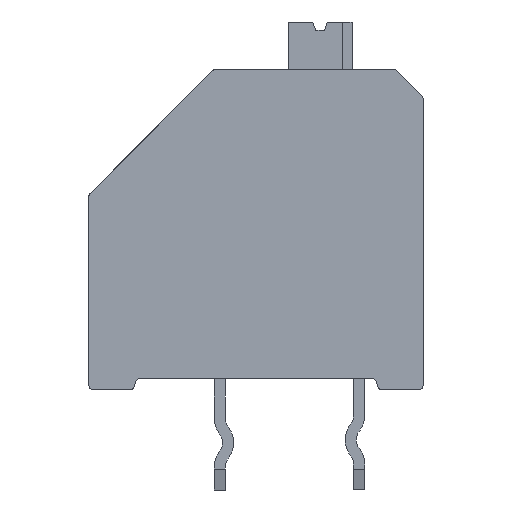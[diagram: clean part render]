
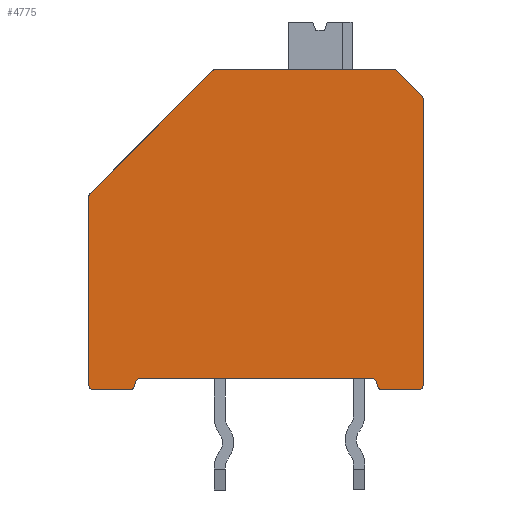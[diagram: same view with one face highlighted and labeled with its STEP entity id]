
A CAD part, front view. The second image highlights one B-rep face of the part: STEP entity #4775.
In plain terms, the highlighted planar face has unit normal (0, -1, 0).
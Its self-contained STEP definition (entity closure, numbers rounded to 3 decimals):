
#199=CIRCLE('',#5109,0.17);
#200=CIRCLE('',#5112,0.17);
#201=CIRCLE('',#5114,0.17);
#202=CIRCLE('',#5116,0.17);
#203=CIRCLE('',#5119,0.17);
#204=CIRCLE('',#5124,0.17);
#205=CIRCLE('',#5128,0.17);
#206=CIRCLE('',#5130,0.17);
#207=CIRCLE('',#5132,0.17);
#208=CIRCLE('',#5137,0.17);
#1183=ORIENTED_EDGE('',*,*,#1710,.F.);
#1184=ORIENTED_EDGE('',*,*,#1718,.T.);
#1185=ORIENTED_EDGE('',*,*,#1728,.T.);
#1186=ORIENTED_EDGE('',*,*,#1722,.F.);
#1187=ORIENTED_EDGE('',*,*,#1748,.T.);
#1188=ORIENTED_EDGE('',*,*,#1744,.F.);
#1189=ORIENTED_EDGE('',*,*,#1746,.T.);
#1190=ORIENTED_EDGE('',*,*,#1720,.T.);
#1191=ORIENTED_EDGE('',*,*,#1716,.F.);
#1192=ORIENTED_EDGE('',*,*,#1734,.T.);
#1193=ORIENTED_EDGE('',*,*,#1739,.T.);
#1194=ORIENTED_EDGE('',*,*,#1713,.T.);
#1195=ORIENTED_EDGE('',*,*,#1725,.F.);
#1196=ORIENTED_EDGE('',*,*,#1741,.T.);
#1197=ORIENTED_EDGE('',*,*,#1751,.T.);
#1198=ORIENTED_EDGE('',*,*,#1756,.T.);
#1199=ORIENTED_EDGE('',*,*,#1736,.F.);
#1200=ORIENTED_EDGE('',*,*,#1742,.T.);
#1201=ORIENTED_EDGE('',*,*,#1732,.T.);
#1202=ORIENTED_EDGE('',*,*,#1727,.T.);
#1710=EDGE_CURVE('',#2072,#2071,#2388,.T.);
#1713=EDGE_CURVE('',#2073,#2074,#199,.T.);
#1716=EDGE_CURVE('',#2076,#2075,#2393,.T.);
#1718=EDGE_CURVE('',#2072,#2077,#200,.T.);
#1720=EDGE_CURVE('',#2078,#2075,#201,.T.);
#1722=EDGE_CURVE('',#2079,#2080,#202,.T.);
#1725=EDGE_CURVE('',#2081,#2074,#2399,.T.);
#1727=EDGE_CURVE('',#2082,#2071,#203,.T.);
#1728=EDGE_CURVE('',#2077,#2080,#2401,.T.);
#1732=EDGE_CURVE('',#2083,#2082,#2405,.T.);
#1734=EDGE_CURVE('',#2076,#2084,#204,.T.);
#1736=EDGE_CURVE('',#2085,#2086,#2408,.T.);
#1739=EDGE_CURVE('',#2084,#2073,#2411,.T.);
#1741=EDGE_CURVE('',#2081,#2088,#205,.T.);
#1742=EDGE_CURVE('',#2085,#2083,#206,.T.);
#1744=EDGE_CURVE('',#2089,#2090,#207,.T.);
#1746=EDGE_CURVE('',#2089,#2078,#2415,.T.);
#1748=EDGE_CURVE('',#2079,#2090,#2417,.T.);
#1751=EDGE_CURVE('',#2088,#2092,#2420,.T.);
#1756=EDGE_CURVE('',#2092,#2086,#208,.T.);
#2071=VERTEX_POINT('',#7143);
#2072=VERTEX_POINT('',#7145);
#2073=VERTEX_POINT('',#7149);
#2074=VERTEX_POINT('',#7151);
#2075=VERTEX_POINT('',#7155);
#2076=VERTEX_POINT('',#7157);
#2077=VERTEX_POINT('',#7161);
#2078=VERTEX_POINT('',#7165);
#2079=VERTEX_POINT('',#7169);
#2080=VERTEX_POINT('',#7171);
#2081=VERTEX_POINT('',#7175);
#2082=VERTEX_POINT('',#7179);
#2083=VERTEX_POINT('',#7188);
#2084=VERTEX_POINT('',#7192);
#2085=VERTEX_POINT('',#7196);
#2086=VERTEX_POINT('',#7198);
#2088=VERTEX_POINT('',#7206);
#2089=VERTEX_POINT('',#7212);
#2090=VERTEX_POINT('',#7214);
#2092=VERTEX_POINT('',#7225);
#2388=LINE('',#7146,#2722);
#2393=LINE('',#7158,#2727);
#2399=LINE('',#7176,#2733);
#2401=LINE('',#7182,#2735);
#2405=LINE('',#7189,#2739);
#2408=LINE('',#7197,#2742);
#2411=LINE('',#7203,#2745);
#2415=LINE('',#7217,#2749);
#2417=LINE('',#7220,#2751);
#2420=LINE('',#7226,#2754);
#2722=VECTOR('',#6056,1000.);
#2727=VECTOR('',#6067,1000.);
#2733=VECTOR('',#6087,1000.);
#2735=VECTOR('',#6095,1000.);
#2739=VECTOR('',#6103,1000.);
#2742=VECTOR('',#6112,1000.);
#2745=VECTOR('',#6117,1000.);
#2749=VECTOR('',#6135,1000.);
#2751=VECTOR('',#6139,1000.);
#2754=VECTOR('',#6144,1000.);
#2954=EDGE_LOOP('',(#1183,#1184,#1185,#1186,#1187,#1188,#1189,#1190,#1191,
#1192,#1193,#1194,#1195,#1196,#1197,#1198,#1199,#1200,#1201,#1202));
#3156=FACE_BOUND('',#2954,.T.);
#3273=PLANE('',#5136);
#4775=ADVANCED_FACE('',(#3156),#3273,.T.);
#5109=AXIS2_PLACEMENT_3D('',#7152,#6061,#6062);
#5112=AXIS2_PLACEMENT_3D('',#7162,#6071,#6072);
#5114=AXIS2_PLACEMENT_3D('',#7166,#6076,#6077);
#5116=AXIS2_PLACEMENT_3D('',#7170,#6081,#6082);
#5119=AXIS2_PLACEMENT_3D('',#7180,#6091,#6092);
#5124=AXIS2_PLACEMENT_3D('',#7193,#6107,#6108);
#5128=AXIS2_PLACEMENT_3D('',#7207,#6121,#6122);
#5130=AXIS2_PLACEMENT_3D('',#7209,#6125,#6126);
#5132=AXIS2_PLACEMENT_3D('',#7213,#6130,#6131);
#5136=AXIS2_PLACEMENT_3D('',#7233,#6149,#6150);
#5137=AXIS2_PLACEMENT_3D('',#7234,#6151,#6152);
#6056=DIRECTION('',(-1.,0.,0.));
#6061=DIRECTION('',(0.,-1.,0.));
#6062=DIRECTION('',(0.,0.,-1.));
#6067=DIRECTION('',(-1.,0.,0.));
#6071=DIRECTION('',(0.,-1.,0.));
#6072=DIRECTION('',(0.,0.,-1.));
#6076=DIRECTION('',(0.,-1.,0.));
#6077=DIRECTION('',(0.,0.,-1.));
#6081=DIRECTION('',(0.,-1.,0.));
#6082=DIRECTION('',(0.,0.,-1.));
#6087=DIRECTION('',(0.707,0.,-0.707));
#6091=DIRECTION('',(0.,-1.,0.));
#6092=DIRECTION('',(0.,0.,-1.));
#6095=DIRECTION('',(0.259,0.,0.966));
#6103=DIRECTION('',(0.,0.,-1.));
#6107=DIRECTION('',(0.,-1.,0.));
#6108=DIRECTION('',(0.,0.,-1.));
#6112=DIRECTION('',(0.707,0.,0.707));
#6117=DIRECTION('',(0.,0.,1.));
#6121=DIRECTION('',(0.,-1.,0.));
#6122=DIRECTION('',(0.,0.,-1.));
#6125=DIRECTION('',(0.,-1.,0.));
#6126=DIRECTION('',(0.,0.,-1.));
#6130=DIRECTION('',(0.,-1.,0.));
#6131=DIRECTION('',(0.,0.,-1.));
#6135=DIRECTION('',(0.259,0.,-0.966));
#6139=DIRECTION('',(1.,0.,0.));
#6144=DIRECTION('',(-1.,0.,0.));
#6149=DIRECTION('',(0.,-1.,0.));
#6150=DIRECTION('',(0.,0.,-1.));
#6151=DIRECTION('',(0.,-1.,0.));
#6152=DIRECTION('',(0.,0.,-1.));
#7143=CARTESIAN_POINT('',(0.17,-5.31,-0.17));
#7145=CARTESIAN_POINT('',(1.47,-5.31,-0.17));
#7146=CARTESIAN_POINT('',(6.,-5.31,-0.17));
#7149=CARTESIAN_POINT('',(12.,-5.31,10.26));
#7151=CARTESIAN_POINT('',(11.95,-5.31,10.38));
#7152=CARTESIAN_POINT('',(11.83,-5.31,10.26));
#7155=CARTESIAN_POINT('',(10.53,-5.31,-0.17));
#7157=CARTESIAN_POINT('',(11.83,-5.31,-0.17));
#7158=CARTESIAN_POINT('',(6.,-5.31,-0.17));
#7161=CARTESIAN_POINT('',(1.634,-5.31,-0.044));
#7162=CARTESIAN_POINT('',(1.47,-5.31,0.));
#7165=CARTESIAN_POINT('',(10.366,-5.31,-0.044));
#7166=CARTESIAN_POINT('',(10.53,-5.31,0.));
#7169=CARTESIAN_POINT('',(1.838,-5.31,0.23));
#7170=CARTESIAN_POINT('',(1.838,-5.31,0.06));
#7171=CARTESIAN_POINT('',(1.673,-5.31,0.104));
#7175=CARTESIAN_POINT('',(11.05,-5.31,11.28));
#7176=CARTESIAN_POINT('',(11.5,-5.31,10.83));
#7179=CARTESIAN_POINT('',(0.,-5.31,0.));
#7180=CARTESIAN_POINT('',(0.17,-5.31,0.));
#7182=CARTESIAN_POINT('',(1.707,-5.31,0.23));
#7188=CARTESIAN_POINT('',(0.,-5.31,6.76));
#7189=CARTESIAN_POINT('',(0.,-5.31,13.03));
#7192=CARTESIAN_POINT('',(12.,-5.31,0.));
#7193=CARTESIAN_POINT('',(11.83,-5.31,0.));
#7196=CARTESIAN_POINT('',(0.05,-5.31,6.88));
#7197=CARTESIAN_POINT('',(1.847,-5.31,8.677));
#7198=CARTESIAN_POINT('',(4.45,-5.31,11.28));
#7203=CARTESIAN_POINT('',(12.,-5.31,-3.77));
#7206=CARTESIAN_POINT('',(10.93,-5.31,11.33));
#7207=CARTESIAN_POINT('',(10.93,-5.31,11.16));
#7209=CARTESIAN_POINT('',(0.17,-5.31,6.76));
#7212=CARTESIAN_POINT('',(10.327,-5.31,0.104));
#7213=CARTESIAN_POINT('',(10.162,-5.31,0.06));
#7214=CARTESIAN_POINT('',(10.162,-5.31,0.23));
#7217=CARTESIAN_POINT('',(10.774,-5.31,-1.566));
#7220=CARTESIAN_POINT('',(10.493,-5.31,0.23));
#7225=CARTESIAN_POINT('',(4.57,-5.31,11.33));
#7226=CARTESIAN_POINT('',(12.,-5.31,11.33));
#7233=CARTESIAN_POINT('',(0.,-5.31,0.));
#7234=CARTESIAN_POINT('',(4.57,-5.31,11.16));
